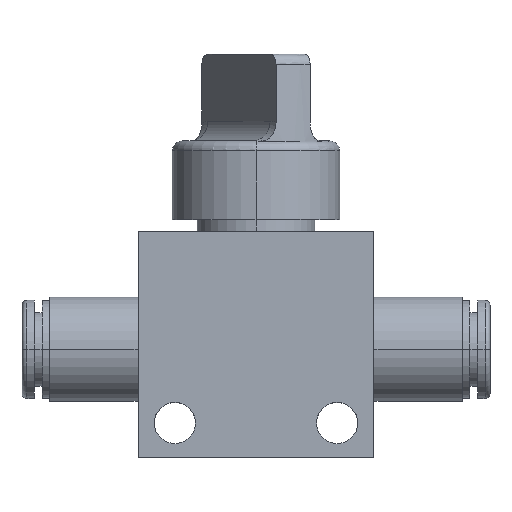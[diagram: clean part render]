
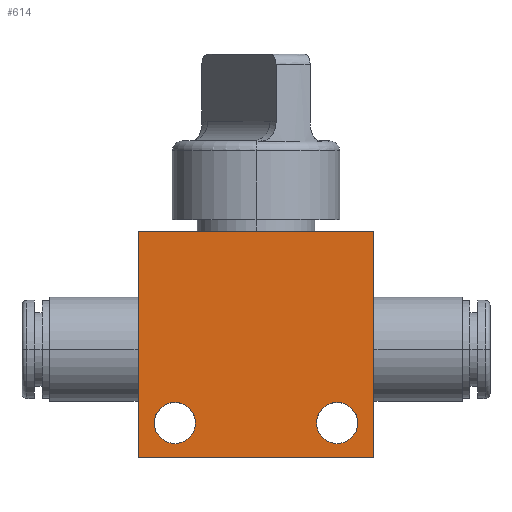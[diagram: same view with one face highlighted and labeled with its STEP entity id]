
A CAD part, top view. The second image highlights one B-rep face of the part: STEP entity #614.
In plain terms, the highlighted planar face has unit normal (0, 0, 1).
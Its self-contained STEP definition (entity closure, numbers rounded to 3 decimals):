
#565 = EDGE_CURVE ( 'NONE', #577, #576, #1194, .T. ) ;
#576 = VERTEX_POINT ( 'NONE', #1170 ) ;
#577 = VERTEX_POINT ( 'NONE', #1169 ) ;
#583 = VERTEX_POINT ( 'NONE', #1635 ) ;
#585 = EDGE_CURVE ( 'NONE', #576, #583, #1634, .T. ) ;
#598 = EDGE_CURVE ( 'NONE', #599, #577, #1613, .T. ) ;
#599 = VERTEX_POINT ( 'NONE', #1609 ) ;
#612 = EDGE_CURVE ( 'NONE', #583, #599, #1589, .T. ) ;
#614 = ADVANCED_FACE ( 'NONE', ( #1585, #1584, #1583 ), #1582, .F. ) ;
#615 = EDGE_LOOP ( 'NONE', ( #616, #618 ) ) ;
#616 = ORIENTED_EDGE ( 'NONE', *, *, #617, .F. ) ;
#617 = EDGE_CURVE ( 'NONE', #684, #681, #1576, .T. ) ;
#618 = ORIENTED_EDGE ( 'NONE', *, *, #683, .F. ) ;
#622 = EDGE_LOOP ( 'NONE', ( #623, #625 ) ) ;
#623 = ORIENTED_EDGE ( 'NONE', *, *, #624, .F. ) ;
#624 = EDGE_CURVE ( 'NONE', #706, #703, #1566, .T. ) ;
#625 = ORIENTED_EDGE ( 'NONE', *, *, #705, .F. ) ;
#626 = EDGE_LOOP ( 'NONE', ( #627, #628, #629, #630 ) ) ;
#627 = ORIENTED_EDGE ( 'NONE', *, *, #585, .T. ) ;
#628 = ORIENTED_EDGE ( 'NONE', *, *, #612, .T. ) ;
#629 = ORIENTED_EDGE ( 'NONE', *, *, #598, .T. ) ;
#630 = ORIENTED_EDGE ( 'NONE', *, *, #565, .T. ) ;
#681 = VERTEX_POINT ( 'NONE', #1475 ) ;
#683 = EDGE_CURVE ( 'NONE', #681, #684, #1474, .T. ) ;
#684 = VERTEX_POINT ( 'NONE', #1469 ) ;
#703 = VERTEX_POINT ( 'NONE', #1428 ) ;
#705 = EDGE_CURVE ( 'NONE', #703, #706, #1427, .T. ) ;
#706 = VERTEX_POINT ( 'NONE', #1422 ) ;
#1169 = CARTESIAN_POINT ( 'NONE',  ( 12., 12., 9. ) ) ;
#1170 = CARTESIAN_POINT ( 'NONE',  ( -12., 12., 9. ) ) ;
#1191 = DIRECTION ( 'NONE',  ( -1., 0., 0. ) ) ;
#1192 = VECTOR ( 'NONE', #1191, 1000. ) ;
#1193 = CARTESIAN_POINT ( 'NONE',  ( -12., 12., 9. ) ) ;
#1194 = LINE ( 'NONE', #1193, #1192 ) ;
#1422 = CARTESIAN_POINT ( 'NONE',  ( -6.15, -7.5, 9. ) ) ;
#1423 = DIRECTION ( 'NONE',  ( 1., 0., 0. ) ) ;
#1424 = DIRECTION ( 'NONE',  ( 0., 0., 1. ) ) ;
#1425 = CARTESIAN_POINT ( 'NONE',  ( -8.25, -7.5, 9. ) ) ;
#1426 = AXIS2_PLACEMENT_3D ( 'NONE', #1425, #1424, #1423 ) ;
#1427 = CIRCLE ( 'NONE', #1426, 2.1 ) ;
#1428 = CARTESIAN_POINT ( 'NONE',  ( -10.35, -7.5, 9. ) ) ;
#1469 = CARTESIAN_POINT ( 'NONE',  ( 10.35, -7.5, 9. ) ) ;
#1470 = DIRECTION ( 'NONE',  ( -1., 0., 0. ) ) ;
#1471 = DIRECTION ( 'NONE',  ( 0., 0., 1. ) ) ;
#1472 = CARTESIAN_POINT ( 'NONE',  ( 8.25, -7.5, 9. ) ) ;
#1473 = AXIS2_PLACEMENT_3D ( 'NONE', #1472, #1471, #1470 ) ;
#1474 = CIRCLE ( 'NONE', #1473, 2.1 ) ;
#1475 = CARTESIAN_POINT ( 'NONE',  ( 6.15, -7.5, 9. ) ) ;
#1562 = DIRECTION ( 'NONE',  ( 1., 0., 0. ) ) ;
#1563 = DIRECTION ( 'NONE',  ( 0., 0., 1. ) ) ;
#1564 = CARTESIAN_POINT ( 'NONE',  ( -8.25, -7.5, 9. ) ) ;
#1565 = AXIS2_PLACEMENT_3D ( 'NONE', #1564, #1563, #1562 ) ;
#1566 = CIRCLE ( 'NONE', #1565, 2.1 ) ;
#1573 = DIRECTION ( 'NONE',  ( -1., 0., 0. ) ) ;
#1574 = DIRECTION ( 'NONE',  ( 0., 0., 1. ) ) ;
#1575 = AXIS2_PLACEMENT_3D ( 'NONE', #1580, #1574, #1573 ) ;
#1576 = CIRCLE ( 'NONE', #1575, 2.1 ) ;
#1577 = DIRECTION ( 'NONE',  ( -1., 0., 0. ) ) ;
#1578 = DIRECTION ( 'NONE',  ( 0., 0., -1. ) ) ;
#1579 = CARTESIAN_POINT ( 'NONE',  ( -12., 12., 9. ) ) ;
#1580 = CARTESIAN_POINT ( 'NONE',  ( 8.25, -7.5, 9. ) ) ;
#1581 = AXIS2_PLACEMENT_3D ( 'NONE', #1579, #1578, #1577 ) ;
#1582 = PLANE ( 'NONE',  #1581 ) ;
#1583 = FACE_OUTER_BOUND ( 'NONE', #626, .T. ) ;
#1584 = FACE_BOUND ( 'NONE', #622, .T. ) ;
#1585 = FACE_BOUND ( 'NONE', #615, .T. ) ;
#1586 = DIRECTION ( 'NONE',  ( 1., 0., 0. ) ) ;
#1587 = VECTOR ( 'NONE', #1586, 1000. ) ;
#1588 = CARTESIAN_POINT ( 'NONE',  ( -12., -11., 9. ) ) ;
#1589 = LINE ( 'NONE', #1588, #1587 ) ;
#1609 = CARTESIAN_POINT ( 'NONE',  ( 12., -11., 9. ) ) ;
#1610 = DIRECTION ( 'NONE',  ( 0., 1., 0. ) ) ;
#1611 = VECTOR ( 'NONE', #1610, 1000. ) ;
#1612 = CARTESIAN_POINT ( 'NONE',  ( 12., -11., 9. ) ) ;
#1613 = LINE ( 'NONE', #1612, #1611 ) ;
#1631 = DIRECTION ( 'NONE',  ( 0., -1., 0. ) ) ;
#1632 = VECTOR ( 'NONE', #1631, 1000. ) ;
#1633 = CARTESIAN_POINT ( 'NONE',  ( -12., -11., 9. ) ) ;
#1634 = LINE ( 'NONE', #1633, #1632 ) ;
#1635 = CARTESIAN_POINT ( 'NONE',  ( -12., -11., 9. ) ) ;
